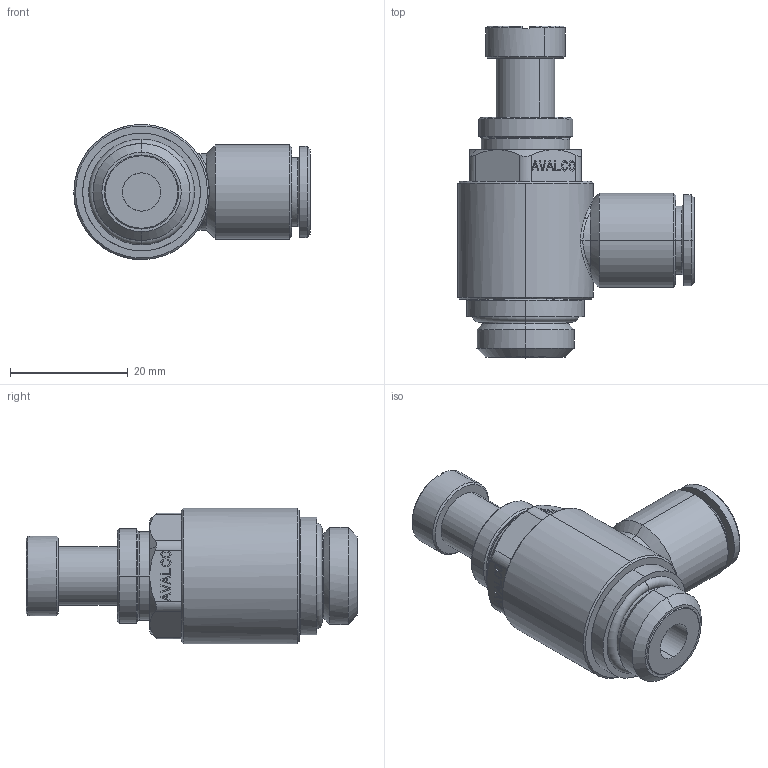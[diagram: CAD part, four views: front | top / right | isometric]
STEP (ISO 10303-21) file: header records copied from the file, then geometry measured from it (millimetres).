
FILE_DESCRIPTION(('CATIA V5 STEP Exchange'),'2;1');
FILE_NAME('INMC26-PR10G38.stp','2019-01-10T11:48:22+00:00',('none'),('none'),'CATIA Version 5 Release 21 GA (IN-10)','CATIA V5 STEP AP203','none');
FILE_SCHEMA(('CONFIG_CONTROL_DESIGN'));
Length unit declared in the file: millimetre
Products named in the file (1): INMC26-PR10G38
Bounding box: 40.15 x 56.4 x 23 mm (x, y, z)
Volume: 16313.2 mm3; surface area: 6125.2 mm2
Topology: 1 solids, 3 shells, 459 faces, 1200 edges, 788 vertices
Faces by surface type: plane 364, cylinder 44, cone 40, bspline 7, torus 4
Entity records: 14166 total; most frequent: CARTESIAN_POINT 3335, ORIENTED_EDGE 2400, DIRECTION 1862, EDGE_CURVE 1200, VECTOR 1019, LINE 1019, VERTEX_POINT 788, EDGE_LOOP 500
